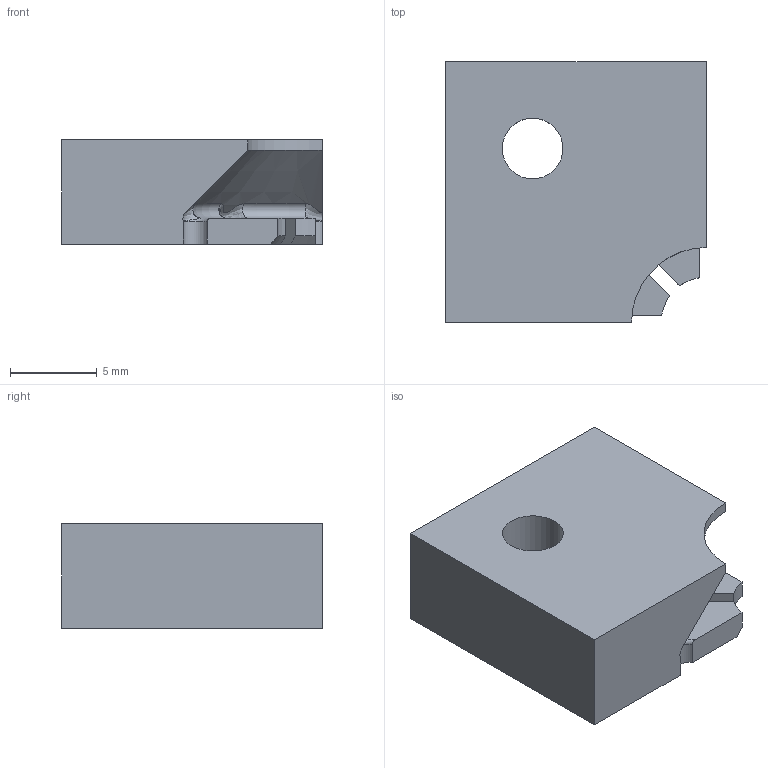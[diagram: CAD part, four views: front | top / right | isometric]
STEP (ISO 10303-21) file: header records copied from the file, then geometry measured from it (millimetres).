
FILE_DESCRIPTION(/* description */ ('STEP AP242','CAx-IF Rec.Pracs.---Representation and Presentation of Product Manufacturing Information (PMI)---4.0---2014-10-13','CAx-IF Rec.Pracs.---3D Tessellated Geometry---0.4---2014-09-14','2;1'),/* implementation_level */ '2;1');
FILE_NAME(/* name */ '64a46359451244309822b682',/* time_stamp */ '2023-07-04T18:22:18Z',/* author */ (''),/* organization */ (''),/* preprocessor_version */ 'ST-DEVELOPER v19.4',/* originating_system */ ' ',/* authorisation */ ' ');
FILE_SCHEMA (('AP242_MANAGED_MODEL_BASED_3D_ENGINEERING_MIM_LF { 1 0 10303 442 1 1 4 }'));
Length unit declared in the file: metre
Products named in the file (1): Locking Metasurface V2 v6
Bounding box: 15 x 15 x 6 mm (x, y, z)
Volume: 1080.8 mm3; surface area: 894.6 mm2
Topology: 1 solids, 1 shells, 32 faces, 85 edges, 56 vertices
Faces by surface type: plane 13, cylinder 8, torus 5, cone 3, bspline 3
Full cylindrical faces by diameter (mm): 3.5 x1, 6.5 x1
Entity records: 1473 total; most frequent: CARTESIAN_POINT 679, ORIENTED_EDGE 162, DIRECTION 157, EDGE_CURVE 81, AXIS2_PLACEMENT_3D 62, VERTEX_POINT 54, EDGE_LOOP 37, FACE_BOUND 37
